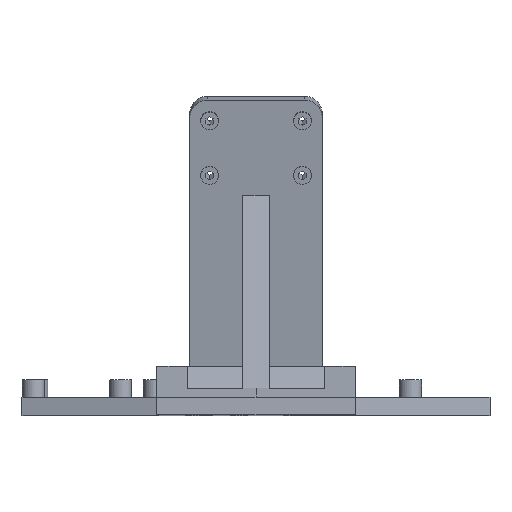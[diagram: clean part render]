
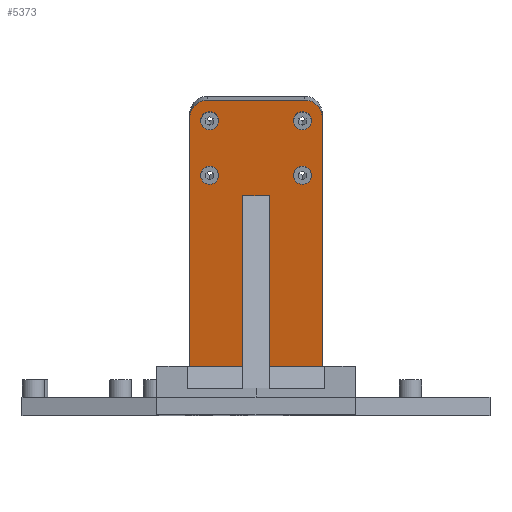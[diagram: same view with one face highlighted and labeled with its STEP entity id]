
A CAD part, top view. The second image highlights one B-rep face of the part: STEP entity #5373.
In plain terms, the highlighted planar face has unit normal (0, -0.174, 0.985).
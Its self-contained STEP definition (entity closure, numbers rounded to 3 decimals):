
#144=FACE_BOUND('',#2032,.T.);
#145=FACE_BOUND('',#2033,.T.);
#146=FACE_BOUND('',#2034,.T.);
#147=FACE_BOUND('',#2035,.T.);
#588=LINE('',#8260,#1233);
#606=LINE('',#8295,#1251);
#648=LINE('',#8397,#1293);
#696=LINE('',#8496,#1341);
#700=LINE('',#8503,#1345);
#729=LINE('',#8563,#1374);
#736=LINE('',#8580,#1381);
#737=LINE('',#8583,#1382);
#1233=VECTOR('',#6782,10.);
#1251=VECTOR('',#6808,10.);
#1293=VECTOR('',#6902,10.);
#1341=VECTOR('',#6996,10.);
#1345=VECTOR('',#7002,10.);
#1374=VECTOR('',#7043,10.);
#1381=VECTOR('',#7056,10.);
#1382=VECTOR('',#7059,10.);
#1680=FACE_OUTER_BOUND('',#2031,.T.);
#2031=EDGE_LOOP('',(#4725,#4726,#4727,#4728,#4729,#4730,#4731,#4732,#4733,
#4734));
#2032=EDGE_LOOP('',(#4735));
#2033=EDGE_LOOP('',(#4736));
#2034=EDGE_LOOP('',(#4737));
#2035=EDGE_LOOP('',(#4738));
#2161=CIRCLE('',#5704,2.);
#2163=CIRCLE('',#5714,4.);
#2165=CIRCLE('',#5723,2.);
#2171=CIRCLE('',#5759,4.);
#2172=CIRCLE('',#5760,2.);
#2173=CIRCLE('',#5761,2.);
#2525=VERTEX_POINT('',#8257);
#2526=VERTEX_POINT('',#8259);
#2539=VERTEX_POINT('',#8293);
#2543=VERTEX_POINT('',#8303);
#2556=VERTEX_POINT('',#8344);
#2559=VERTEX_POINT('',#8349);
#2573=VERTEX_POINT('',#8391);
#2601=VERTEX_POINT('',#8495);
#2603=VERTEX_POINT('',#8502);
#2628=VERTEX_POINT('',#8562);
#2635=VERTEX_POINT('',#8579);
#2636=VERTEX_POINT('',#8581);
#2637=VERTEX_POINT('',#8584);
#2638=VERTEX_POINT('',#8586);
#3188=EDGE_CURVE('',#2525,#2526,#588,.T.);
#3206=EDGE_CURVE('',#2525,#2539,#606,.T.);
#3211=EDGE_CURVE('',#2543,#2543,#2161,.T.);
#3233=EDGE_CURVE('',#2559,#2556,#2163,.T.);
#3254=EDGE_CURVE('',#2573,#2573,#2165,.T.);
#3256=EDGE_CURVE('',#2539,#2556,#648,.T.);
#3306=EDGE_CURVE('',#2601,#2526,#696,.T.);
#3310=EDGE_CURVE('',#2603,#2601,#700,.T.);
#3340=EDGE_CURVE('',#2603,#2628,#729,.T.);
#3349=EDGE_CURVE('',#2635,#2559,#736,.T.);
#3350=EDGE_CURVE('',#2635,#2636,#2171,.T.);
#3351=EDGE_CURVE('',#2628,#2636,#737,.T.);
#3352=EDGE_CURVE('',#2637,#2637,#2172,.T.);
#3353=EDGE_CURVE('',#2638,#2638,#2173,.T.);
#4725=ORIENTED_EDGE('',*,*,#3310,.T.);
#4726=ORIENTED_EDGE('',*,*,#3306,.T.);
#4727=ORIENTED_EDGE('',*,*,#3188,.F.);
#4728=ORIENTED_EDGE('',*,*,#3206,.T.);
#4729=ORIENTED_EDGE('',*,*,#3256,.T.);
#4730=ORIENTED_EDGE('',*,*,#3233,.F.);
#4731=ORIENTED_EDGE('',*,*,#3349,.F.);
#4732=ORIENTED_EDGE('',*,*,#3350,.T.);
#4733=ORIENTED_EDGE('',*,*,#3351,.F.);
#4734=ORIENTED_EDGE('',*,*,#3340,.F.);
#4735=ORIENTED_EDGE('',*,*,#3254,.T.);
#4736=ORIENTED_EDGE('',*,*,#3211,.F.);
#4737=ORIENTED_EDGE('',*,*,#3352,.T.);
#4738=ORIENTED_EDGE('',*,*,#3353,.F.);
#5103=PLANE('',#5758);
#5373=ADVANCED_FACE('',(#1680,#144,#145,#146,#147),#5103,.T.);
#5704=AXIS2_PLACEMENT_3D('',#8305,#6818,#6819);
#5714=AXIS2_PLACEMENT_3D('',#8351,#6858,#6859);
#5723=AXIS2_PLACEMENT_3D('',#8393,#6895,#6896);
#5758=AXIS2_PLACEMENT_3D('',#8578,#7054,#7055);
#5759=AXIS2_PLACEMENT_3D('',#8582,#7057,#7058);
#5760=AXIS2_PLACEMENT_3D('',#8585,#7060,#7061);
#5761=AXIS2_PLACEMENT_3D('',#8587,#7062,#7063);
#6782=DIRECTION('',(0.,0.985,0.174));
#6808=DIRECTION('',(1.,0.,0.));
#6818=DIRECTION('center_axis',(0.,-0.174,0.985));
#6819=DIRECTION('ref_axis',(1.,0.,0.));
#6858=DIRECTION('center_axis',(0.,0.174,-0.985));
#6859=DIRECTION('ref_axis',(1.,0.,0.));
#6895=DIRECTION('center_axis',(0.,0.174,-0.985));
#6896=DIRECTION('ref_axis',(1.,0.,0.));
#6902=DIRECTION('',(0.,0.985,0.174));
#6996=DIRECTION('',(1.,0.,0.));
#7002=DIRECTION('',(0.,0.985,0.174));
#7043=DIRECTION('',(-1.,0.,0.));
#7054=DIRECTION('center_axis',(0.,-0.174,0.985));
#7055=DIRECTION('ref_axis',(0.,0.985,0.174));
#7056=DIRECTION('',(1.,0.,0.));
#7057=DIRECTION('center_axis',(0.,-0.174,0.985));
#7058=DIRECTION('ref_axis',(-1.,0.,0.));
#7059=DIRECTION('',(0.,0.985,0.174));
#7060=DIRECTION('center_axis',(0.,0.174,-0.985));
#7061=DIRECTION('ref_axis',(-1.,0.,0.));
#7062=DIRECTION('center_axis',(0.,-0.174,0.985));
#7063=DIRECTION('ref_axis',(-1.,0.,0.));
#8257=CARTESIAN_POINT('',(3.004,38.,53.721));
#8259=CARTESIAN_POINT('',(3.005,76.652,60.537));
#8260=CARTESIAN_POINT('',(3.004,46.249,55.176));
#8293=CARTESIAN_POINT('',(15.004,38.,53.72));
#8295=CARTESIAN_POINT('',(9.507,38.,53.721));
#8303=CARTESIAN_POINT('',(8.506,93.709,63.544));
#8305=CARTESIAN_POINT('Origin',(10.506,93.709,63.544));
#8344=CARTESIAN_POINT('',(15.005,94.379,63.662));
#8349=CARTESIAN_POINT('',(11.005,98.318,64.356));
#8351=CARTESIAN_POINT('Origin',(11.005,94.379,63.662));
#8391=CARTESIAN_POINT('',(8.506,81.399,61.373));
#8393=CARTESIAN_POINT('Origin',(10.506,81.399,61.373));
#8397=CARTESIAN_POINT('',(15.005,76.652,60.536));
#8495=CARTESIAN_POINT('',(-2.995,76.652,60.537));
#8496=CARTESIAN_POINT('',(0.005,76.652,60.537));
#8502=CARTESIAN_POINT('',(-2.996,38.,53.722));
#8503=CARTESIAN_POINT('',(-2.996,46.249,55.176));
#8562=CARTESIAN_POINT('',(-14.996,38.,53.723));
#8563=CARTESIAN_POINT('',(-9.498,38.,53.722));
#8578=CARTESIAN_POINT('Origin',(0.004,36.801,53.51));
#8579=CARTESIAN_POINT('',(-10.995,98.318,64.358));
#8580=CARTESIAN_POINT('',(0.005,98.318,64.357));
#8581=CARTESIAN_POINT('',(-14.995,94.379,63.664));
#8582=CARTESIAN_POINT('Origin',(-10.995,94.379,63.664));
#8583=CARTESIAN_POINT('',(-14.995,76.652,60.538));
#8584=CARTESIAN_POINT('',(-8.496,93.709,63.545));
#8585=CARTESIAN_POINT('Origin',(-10.496,93.709,63.545));
#8586=CARTESIAN_POINT('',(-8.496,81.399,61.375));
#8587=CARTESIAN_POINT('Origin',(-10.496,81.399,61.375));
